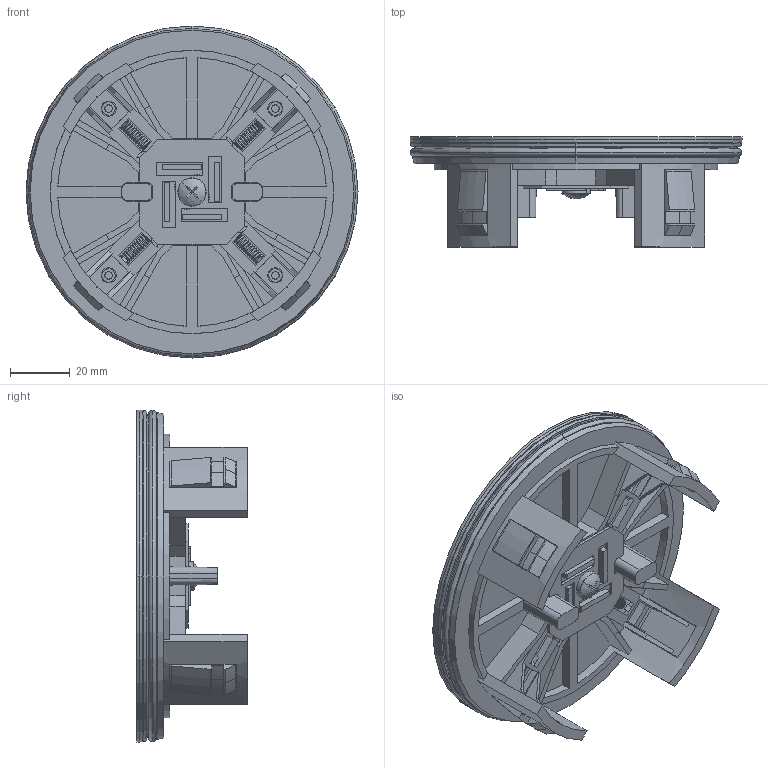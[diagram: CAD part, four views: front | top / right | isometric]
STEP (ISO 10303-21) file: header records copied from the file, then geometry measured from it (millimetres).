
FILE_DESCRIPTION (( 'STEP AP214' ), '1' );
FILE_NAME ('7408860.stp', '2016-11-15T11:36:39', ( '' ), ( '' ), 'SwSTEP 2.0', 'SolidWorks 2016', '' );
FILE_SCHEMA (( 'AUTOMOTIVE_DESIGN' ));
Length unit declared in the file: millimetre
Products named in the file (10): 036164_Standard; 036162_Standard; 089482_Standard; 036167_Standard; 088781_Abdeckung f〉 Griffb“el; 036163_Standard; 7408860; 055899_Nur  f〉  optische Darstellung (Tubus Oberteil); 35104384_Standard; P_0000003143_1_Standard
Assembly tree (15 placements, depth 3):
  7408860
    036163_Standard
    089482_Standard
      088781_Abdeckung f〉 Griffb“el
      036167_Standard
    036162_Standard  x4
    036164_Standard
    P_0000003143_1_Standard  x4
    35104384_Standard
    055899_Nur  f〉  optische Darstellung (Tubus Oberteil)
Bounding box: 111.2 x 36.96 x 111.2 mm (x, y, z)
Volume: 87099.2 mm3; surface area: 83297 mm2
Topology: 14 solids, 14 shells, 1138 faces, 3072 edges, 1991 vertices
Faces by surface type: plane 834, cylinder 172, cone 80, torus 26, bspline 24, sphere 2
Entity records: 30078 total; most frequent: CARTESIAN_POINT 9374, DIRECTION 4057, ORIENTED_EDGE 4038, EDGE_CURVE 2019, VECTOR 1425, LINE 1425, AXIS2_PLACEMENT_3D 1316, VERTEX_POINT 1316
